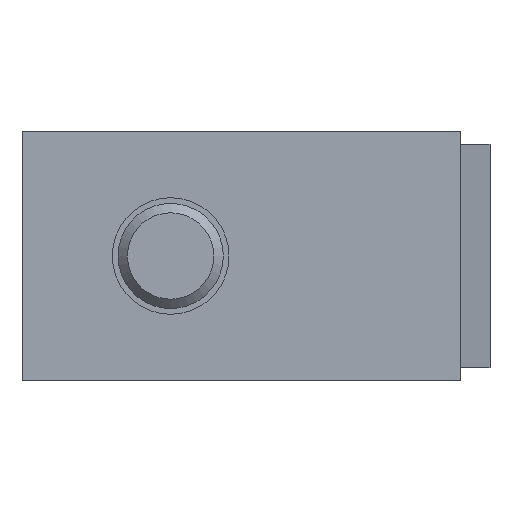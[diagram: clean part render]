
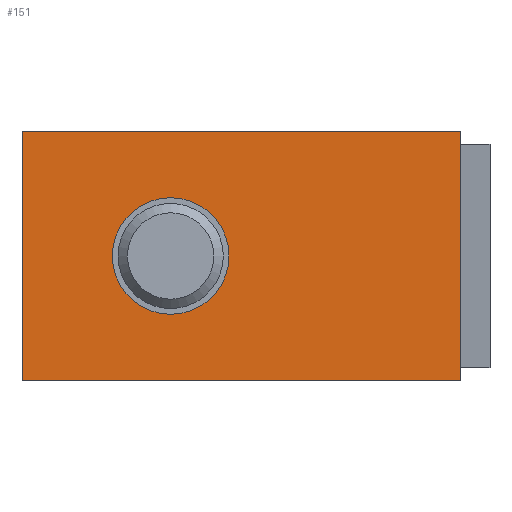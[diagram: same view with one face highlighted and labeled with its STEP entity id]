
A CAD part, front view. The second image highlights one B-rep face of the part: STEP entity #151.
In plain terms, the highlighted planar face has unit normal (0, -1, 0).
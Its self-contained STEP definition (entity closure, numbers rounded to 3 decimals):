
#151 = ADVANCED_FACE( '', ( #322, #323 ), #324, .F. );
#322 = FACE_BOUND( '', #510, .T. );
#323 = FACE_OUTER_BOUND( '', #511, .T. );
#324 = PLANE( '', #512 );
#510 = EDGE_LOOP( '', ( #886 ) );
#511 = EDGE_LOOP( '', ( #887, #888, #889, #890 ) );
#512 = AXIS2_PLACEMENT_3D( '', #891, #892, #893 );
#886 = ORIENTED_EDGE( '', *, *, #1091, .F. );
#887 = ORIENTED_EDGE( '', *, *, #1187, .T. );
#888 = ORIENTED_EDGE( '', *, *, #1052, .F. );
#889 = ORIENTED_EDGE( '', *, *, #1164, .F. );
#890 = ORIENTED_EDGE( '', *, *, #1064, .T. );
#891 = CARTESIAN_POINT( '', ( -16.95, 0., 14.2 ) );
#892 = DIRECTION( '', ( 0., 1., 0. ) );
#893 = DIRECTION( '', ( 0., 0., 1. ) );
#1052 = EDGE_CURVE( '', #1239, #1241, #1242, .T. );
#1064 = EDGE_CURVE( '', #1263, #1261, #1264, .T. );
#1091 = EDGE_CURVE( '', #1305, #1305, #1306, .F. );
#1164 = EDGE_CURVE( '', #1263, #1239, #1414, .T. );
#1187 = EDGE_CURVE( '', #1261, #1241, #1443, .T. );
#1239 = VERTEX_POINT( '', #1507 );
#1241 = VERTEX_POINT( '', #1510 );
#1242 = LINE( '', #1511, #1512 );
#1261 = VERTEX_POINT( '', #1539 );
#1263 = VERTEX_POINT( '', #1542 );
#1264 = LINE( '', #1543, #1544 );
#1305 = VERTEX_POINT( '', #1685 );
#1306 = CIRCLE( '', #1686, 6.65 );
#1414 = LINE( '', #1836, #1837 );
#1443 = LINE( '', #1882, #1883 );
#1507 = CARTESIAN_POINT( '', ( 33.05, 0., 14.2 ) );
#1510 = CARTESIAN_POINT( '', ( 33.05, 0., -14.2 ) );
#1511 = CARTESIAN_POINT( '', ( 33.05, 0., 14.2 ) );
#1512 = VECTOR( '', #1933, 1000. );
#1539 = CARTESIAN_POINT( '', ( -16.95, 0., -14.2 ) );
#1542 = CARTESIAN_POINT( '', ( -16.95, 0., 14.2 ) );
#1543 = CARTESIAN_POINT( '', ( -16.95, 0., 14.2 ) );
#1544 = VECTOR( '', #1943, 1000. );
#1685 = CARTESIAN_POINT( '', ( 0., 0., 6.65 ) );
#1686 = AXIS2_PLACEMENT_3D( '', #1968, #1969, #1970 );
#1836 = CARTESIAN_POINT( '', ( -16.95, 0., 14.2 ) );
#1837 = VECTOR( '', #2043, 1000. );
#1882 = CARTESIAN_POINT( '', ( -16.95, 0., -14.2 ) );
#1883 = VECTOR( '', #2060, 1000. );
#1933 = DIRECTION( '', ( 0., 0., -1. ) );
#1943 = DIRECTION( '', ( 0., 0., -1. ) );
#1968 = CARTESIAN_POINT( '', ( 0., 0., 0. ) );
#1969 = DIRECTION( '', ( 0., 1., 0. ) );
#1970 = DIRECTION( '', ( 0., 0., 1. ) );
#2043 = DIRECTION( '', ( 1., 0., 0. ) );
#2060 = DIRECTION( '', ( 1., 0., 0. ) );
